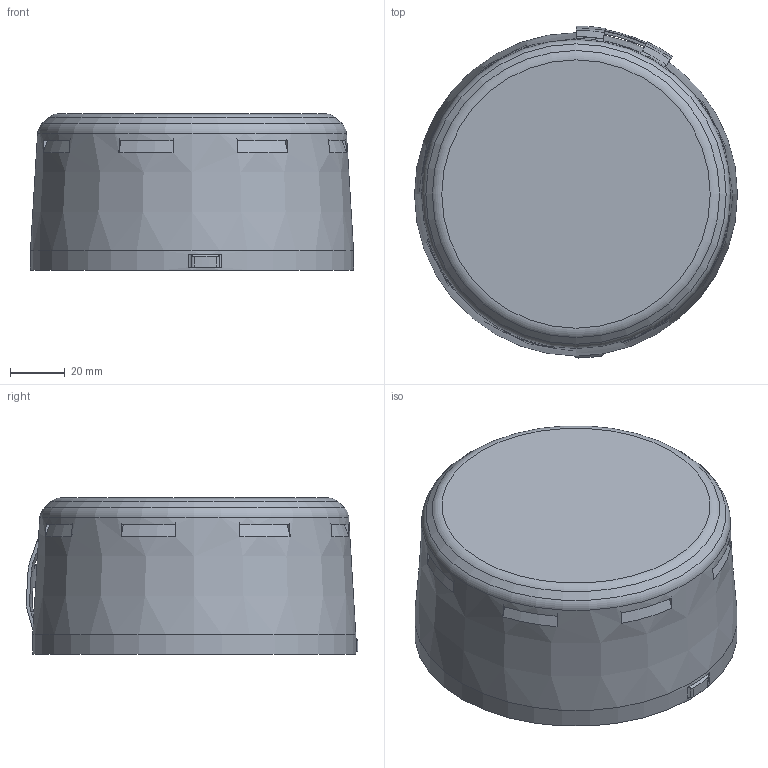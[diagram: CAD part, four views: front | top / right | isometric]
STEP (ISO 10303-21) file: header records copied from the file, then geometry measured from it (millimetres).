
FILE_DESCRIPTION(/* description */ (''),/* implementation_level */ '2;1');
FILE_NAME(/* name */ 'COVER.step',/* time_stamp */ '2020-04-24T13:12:23+02:00',/* author */ (''),/* organization */ (''),/* preprocessor_version */ 'ST-DEVELOPER v18.1',/* originating_system */ 'Autodesk Translation Framework v9.2.0.1227',/* authorisation */ '');
FILE_SCHEMA (('AUTOMOTIVE_DESIGN { 1 0 10303 214 3 1 1 }'));
Length unit declared in the file: millimetre
Products named in the file (1): Pipe
Bounding box: 118 x 121.25 x 57 mm (x, y, z)
Volume: 42808.4 mm3; surface area: 59707.8 mm2
Topology: 1 solids, 1 shells, 98 faces, 294 edges, 195 vertices
Faces by surface type: cone 38, plane 33, torus 14, cylinder 13
Full cylindrical faces by diameter (mm): 115 x1, 118 x1
Entity records: 3451 total; most frequent: CARTESIAN_POINT 648, DIRECTION 608, ORIENTED_EDGE 588, EDGE_CURVE 294, AXIS2_PLACEMENT_3D 235, VERTEX_POINT 195, LINE 138, VECTOR 138
